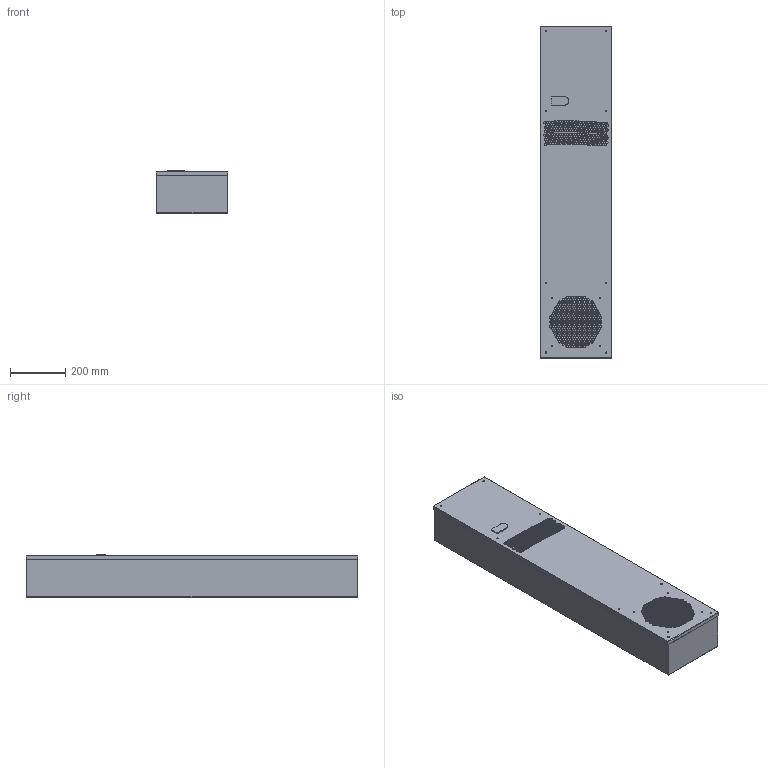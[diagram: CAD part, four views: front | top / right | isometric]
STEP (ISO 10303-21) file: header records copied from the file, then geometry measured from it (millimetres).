
FILE_DESCRIPTION (( 'STEP AP214' ), '1' );
FILE_NAME ('SCE-HE24W120V.STEP', '2024-03-27T14:47:23', ( '' ), ( '' ), 'SwSTEP 2.0', 'SolidWorks 2023', '' );
FILE_SCHEMA (( 'AUTOMOTIVE_DESIGN' ));
Length unit declared in the file: inch
Products named in the file (1): SCE-HE24W120V
Bounding box: 259.5 x 1197.8 x 154.56 mm (x, y, z)
Volume: 45902174.9 mm3; surface area: 1076360.4 mm2
Topology: 1 solids, 1 shells, 1827 faces, 3212 edges, 2136 vertices
Faces by surface type: plane 1163, cylinder 664
Full cylindrical faces by diameter (mm): 4.5 x8, 5.5 x8, 7 x6, 8 x629, 16.5 x1
Entity records: 40941 total; most frequent: DIRECTION 7520, CARTESIAN_POINT 6544, ORIENTED_EDGE 5116, EDGE_LOOP 3228, AXIS2_PLACEMENT_3D 3142, EDGE_CURVE 2558, FACE_OUTER_BOUND 2479, VERTEX_POINT 2134
